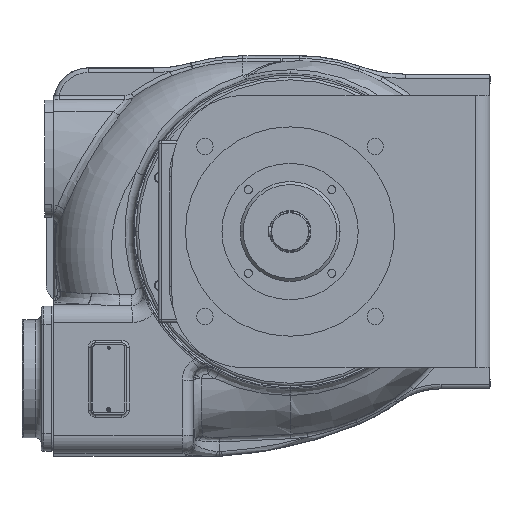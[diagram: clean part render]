
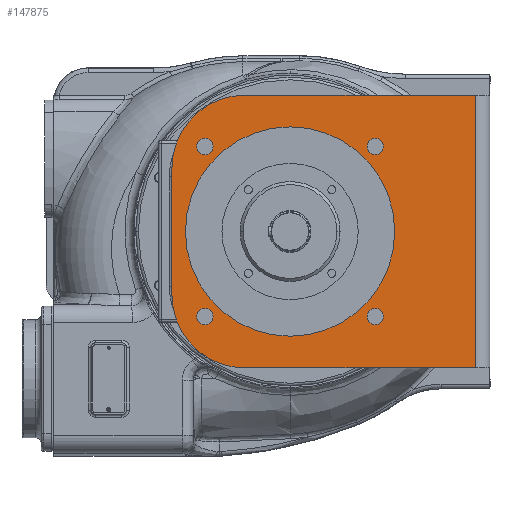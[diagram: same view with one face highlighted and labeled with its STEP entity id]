
A CAD part, left-side view. The second image highlights one B-rep face of the part: STEP entity #147875.
In plain terms, the highlighted planar face has unit normal (-1, 0, 0).
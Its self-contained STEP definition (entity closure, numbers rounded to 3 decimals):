
#54850=DIRECTION('',(0.,0.,1.));
#54851=VECTOR('',#54850,300.);
#54852=CARTESIAN_POINT('',(-467.5,16.,-150.));
#54853=LINE('',#54852,#54851);
#55029=CARTESIAN_POINT('',(-467.5,270.,-70.));
#55030=DIRECTION('',(1.,0.,0.));
#55031=DIRECTION('',(0.,0.,-1.));
#55032=AXIS2_PLACEMENT_3D('',#55029,#55030,#55031);
#55034=DIRECTION('',(0.,0.,1.));
#55035=VECTOR('',#55034,140.);
#55036=CARTESIAN_POINT('',(-467.5,350.,-70.));
#55037=LINE('',#55036,#55035);
#55038=CARTESIAN_POINT('',(-467.5,270.,70.));
#55039=DIRECTION('',(1.,0.,0.));
#55040=DIRECTION('',(0.,1.,0.));
#55041=AXIS2_PLACEMENT_3D('',#55038,#55039,#55040);
#55043=DIRECTION('',(0.,-1.,0.));
#55044=VECTOR('',#55043,254.);
#55045=CARTESIAN_POINT('',(-467.5,270.,150.));
#55046=LINE('',#55045,#55044);
#55047=DIRECTION('',(0.,1.,0.));
#55048=VECTOR('',#55047,254.);
#55049=CARTESIAN_POINT('',(-467.5,16.,-150.));
#55050=LINE('',#55049,#55048);
#55051=CARTESIAN_POINT('',(-467.5,220.,0.));
#55052=DIRECTION('',(-1.,0.,0.));
#55053=DIRECTION('',(0.,-1.,0.));
#55054=AXIS2_PLACEMENT_3D('',#55051,#55052,#55053);
#55056=CARTESIAN_POINT('',(-467.5,220.,0.));
#55057=DIRECTION('',(-1.,0.,0.));
#55058=DIRECTION('',(0.,1.,0.));
#55059=AXIS2_PLACEMENT_3D('',#55056,#55057,#55058);
#55061=CARTESIAN_POINT('',(-467.5,313.692,-93.692));
#55062=DIRECTION('',(-1.,0.,0.));
#55063=DIRECTION('',(0.,-1.,0.));
#55064=AXIS2_PLACEMENT_3D('',#55061,#55062,#55063);
#55066=CARTESIAN_POINT('',(-467.5,313.692,-93.692));
#55067=DIRECTION('',(-1.,0.,0.));
#55068=DIRECTION('',(0.,1.,0.));
#55069=AXIS2_PLACEMENT_3D('',#55066,#55067,#55068);
#55071=CARTESIAN_POINT('',(-467.5,126.308,-93.692));
#55072=DIRECTION('',(-1.,0.,0.));
#55073=DIRECTION('',(0.,0.,1.));
#55074=AXIS2_PLACEMENT_3D('',#55071,#55072,#55073);
#55076=CARTESIAN_POINT('',(-467.5,126.308,-93.692));
#55077=DIRECTION('',(-1.,0.,0.));
#55078=DIRECTION('',(0.,0.,-1.));
#55079=AXIS2_PLACEMENT_3D('',#55076,#55077,#55078);
#55081=CARTESIAN_POINT('',(-467.5,126.308,93.692));
#55082=DIRECTION('',(-1.,0.,0.));
#55083=DIRECTION('',(0.,1.,0.));
#55084=AXIS2_PLACEMENT_3D('',#55081,#55082,#55083);
#55086=CARTESIAN_POINT('',(-467.5,126.308,93.692));
#55087=DIRECTION('',(-1.,0.,0.));
#55088=DIRECTION('',(0.,-1.,0.));
#55089=AXIS2_PLACEMENT_3D('',#55086,#55087,#55088);
#55091=CARTESIAN_POINT('',(-467.5,313.692,93.692));
#55092=DIRECTION('',(-1.,0.,0.));
#55093=DIRECTION('',(0.,0.,-1.));
#55094=AXIS2_PLACEMENT_3D('',#55091,#55092,#55093);
#55096=CARTESIAN_POINT('',(-467.5,313.692,93.692));
#55097=DIRECTION('',(-1.,0.,0.));
#55098=DIRECTION('',(0.,0.,1.));
#55099=AXIS2_PLACEMENT_3D('',#55096,#55097,#55098);
#62755=CARTESIAN_POINT('',(-467.5,270.,-150.));
#62757=VERTEX_POINT('',#62755);
#62758=CARTESIAN_POINT('',(-467.5,104.8,0.));
#62759=CARTESIAN_POINT('',(-467.5,335.2,0.));
#62760=VERTEX_POINT('',#62758);
#62761=VERTEX_POINT('',#62759);
#62766=CARTESIAN_POINT('',(-467.5,16.,-150.));
#62767=VERTEX_POINT('',#62766);
#62768=CARTESIAN_POINT('',(-467.5,16.,150.));
#62769=VERTEX_POINT('',#62768);
#62770=CARTESIAN_POINT('',(-467.5,270.,150.));
#62771=VERTEX_POINT('',#62770);
#62818=CARTESIAN_POINT('',(-467.5,350.,-70.));
#62819=VERTEX_POINT('',#62818);
#62820=CARTESIAN_POINT('',(-467.5,350.,70.));
#62821=VERTEX_POINT('',#62820);
#62822=CARTESIAN_POINT('',(-467.5,304.692,-93.692));
#62823=CARTESIAN_POINT('',(-467.5,322.692,-93.692));
#62824=VERTEX_POINT('',#62822);
#62825=VERTEX_POINT('',#62823);
#62826=CARTESIAN_POINT('',(-467.5,126.308,-84.692));
#62827=CARTESIAN_POINT('',(-467.5,126.308,-102.692));
#62828=VERTEX_POINT('',#62826);
#62829=VERTEX_POINT('',#62827);
#62830=CARTESIAN_POINT('',(-467.5,135.308,93.692));
#62831=CARTESIAN_POINT('',(-467.5,117.308,93.692));
#62832=VERTEX_POINT('',#62830);
#62833=VERTEX_POINT('',#62831);
#62834=CARTESIAN_POINT('',(-467.5,313.692,84.692));
#62835=CARTESIAN_POINT('',(-467.5,313.692,102.692));
#62836=VERTEX_POINT('',#62834);
#62837=VERTEX_POINT('',#62835);
#147832=CARTESIAN_POINT('',(-467.5,220.,0.));
#147833=DIRECTION('',(1.,0.,0.));
#147834=DIRECTION('',(0.,0.,-1.));
#147835=AXIS2_PLACEMENT_3D('',#147832,#147833,#147834);
#147836=PLANE('',#147835);
#147837=ORIENTED_EDGE('',*,*,#147826,.T.);
#147838=ORIENTED_EDGE('',*,*,#147566,.T.);
#147839=ORIENTED_EDGE('',*,*,#147585,.T.);
#147840=ORIENTED_EDGE('',*,*,#147599,.T.);
#147841=ORIENTED_EDGE('',*,*,#147629,.F.);
#147842=ORIENTED_EDGE('',*,*,#147813,.T.);
#147843=EDGE_LOOP('',(#147837,#147838,#147839,#147840,#147841,#147842));
#147844=FACE_OUTER_BOUND('',#147843,.F.);
#147846=ORIENTED_EDGE('',*,*,#147845,.T.);
#147848=ORIENTED_EDGE('',*,*,#147847,.T.);
#147849=EDGE_LOOP('',(#147846,#147848));
#147850=FACE_BOUND('',#147849,.F.);
#147852=ORIENTED_EDGE('',*,*,#147851,.T.);
#147854=ORIENTED_EDGE('',*,*,#147853,.T.);
#147855=EDGE_LOOP('',(#147852,#147854));
#147856=FACE_BOUND('',#147855,.F.);
#147858=ORIENTED_EDGE('',*,*,#147857,.T.);
#147860=ORIENTED_EDGE('',*,*,#147859,.T.);
#147861=EDGE_LOOP('',(#147858,#147860));
#147862=FACE_BOUND('',#147861,.F.);
#147864=ORIENTED_EDGE('',*,*,#147863,.T.);
#147866=ORIENTED_EDGE('',*,*,#147865,.T.);
#147867=EDGE_LOOP('',(#147864,#147866));
#147868=FACE_BOUND('',#147867,.F.);
#147870=ORIENTED_EDGE('',*,*,#147869,.T.);
#147872=ORIENTED_EDGE('',*,*,#147871,.T.);
#147873=EDGE_LOOP('',(#147870,#147872));
#147874=FACE_BOUND('',#147873,.F.);
#147875=ADVANCED_FACE('',(#147844,#147850,#147856,#147862,#147868,#147874),
#147836,.F.);
#55033=CIRCLE('',#55032,80.);
#55042=CIRCLE('',#55041,80.);
#55055=CIRCLE('',#55054,115.2);
#55060=CIRCLE('',#55059,115.2);
#55065=CIRCLE('',#55064,9.);
#55070=CIRCLE('',#55069,9.);
#55075=CIRCLE('',#55074,9.);
#55080=CIRCLE('',#55079,9.);
#55085=CIRCLE('',#55084,9.);
#55090=CIRCLE('',#55089,9.);
#55095=CIRCLE('',#55094,9.);
#55100=CIRCLE('',#55099,9.);
#147566=EDGE_CURVE('',#62819,#62821,#55037,.T.);
#147585=EDGE_CURVE('',#62821,#62771,#55042,.T.);
#147599=EDGE_CURVE('',#62771,#62769,#55046,.T.);
#147629=EDGE_CURVE('',#62767,#62769,#54853,.T.);
#147813=EDGE_CURVE('',#62767,#62757,#55050,.T.);
#147826=EDGE_CURVE('',#62757,#62819,#55033,.T.);
#147845=EDGE_CURVE('',#62760,#62761,#55055,.T.);
#147847=EDGE_CURVE('',#62761,#62760,#55060,.T.);
#147851=EDGE_CURVE('',#62824,#62825,#55065,.T.);
#147853=EDGE_CURVE('',#62825,#62824,#55070,.T.);
#147857=EDGE_CURVE('',#62828,#62829,#55075,.T.);
#147859=EDGE_CURVE('',#62829,#62828,#55080,.T.);
#147863=EDGE_CURVE('',#62832,#62833,#55085,.T.);
#147865=EDGE_CURVE('',#62833,#62832,#55090,.T.);
#147869=EDGE_CURVE('',#62836,#62837,#55095,.T.);
#147871=EDGE_CURVE('',#62837,#62836,#55100,.T.);
